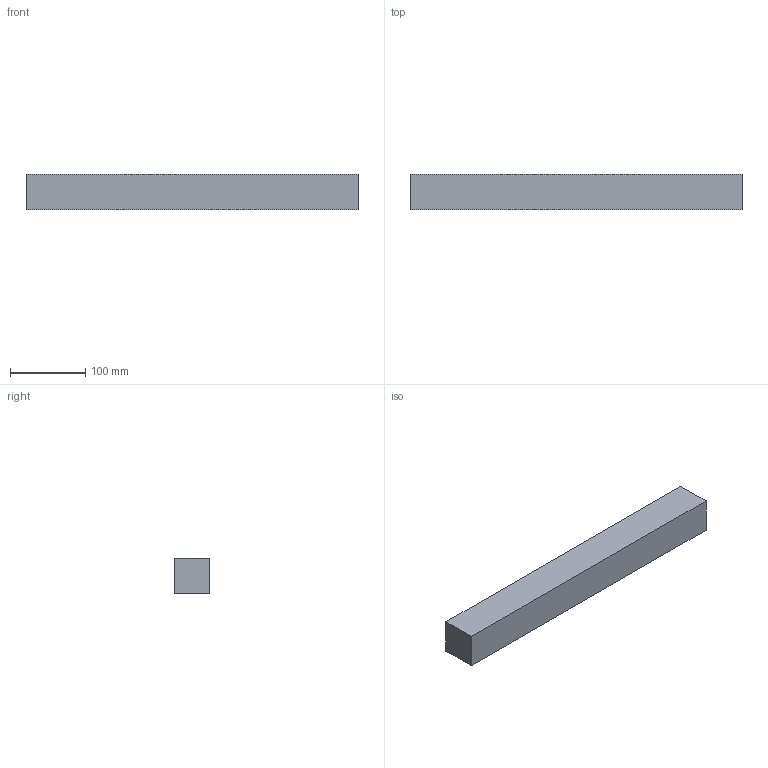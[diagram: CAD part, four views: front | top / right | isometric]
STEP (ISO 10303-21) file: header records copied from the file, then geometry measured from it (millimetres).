
FILE_DESCRIPTION (( 'STEP AP203' ), '1' );
FILE_NAME ('bulletAssembly.STEP', '2025-02-13T08:18:32', ( '' ), ( '' ), 'SwSTEP 2.0', 'SolidWorks 2025', '' );
FILE_SCHEMA (( 'CONFIG_CONTROL_DESIGN' ));
Length unit declared in the file: millimetre
Products named in the file (4): 7.62x41 Head; bulletAssembly; Domain; VOR
Assembly tree (3 placements, depth 2):
  bulletAssembly
    7.62x41 Head
    VOR
    Domain
Bounding box: 440 x 47.52 x 47.52 mm (x, y, z)
Surface area: 112924.9 mm2
Topology: 4 solids, 4 shells, 104 faces, 210 edges, 114 vertices
Faces by surface type: torus 46, cone 22, cylinder 20, sphere 8, plane 8
Entity records: 3118 total; most frequent: DIRECTION 586, CARTESIAN_POINT 434, ORIENTED_EDGE 420, AXIS2_PLACEMENT_3D 266, EDGE_CURVE 210, CIRCLE 156, VERTEX_POINT 114, ADVANCED_FACE 104
